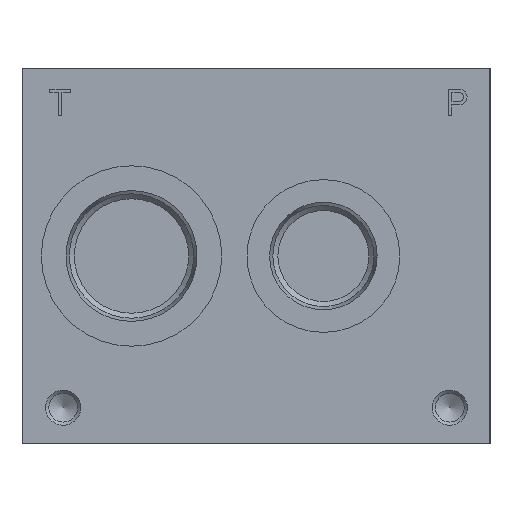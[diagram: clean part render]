
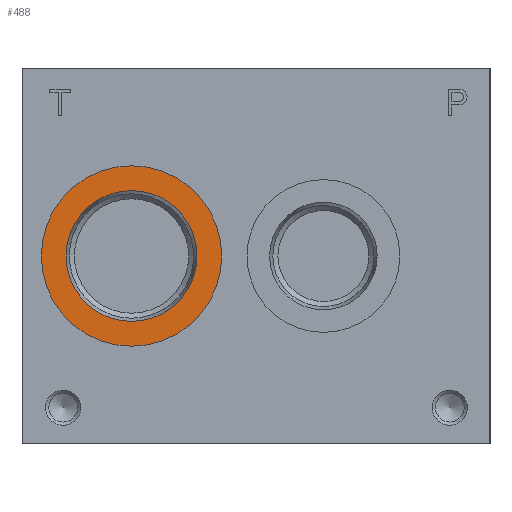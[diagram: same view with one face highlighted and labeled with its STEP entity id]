
A CAD part, left-side view. The second image highlights one B-rep face of the part: STEP entity #488.
In plain terms, the highlighted planar face has unit normal (-1, 0, 0).
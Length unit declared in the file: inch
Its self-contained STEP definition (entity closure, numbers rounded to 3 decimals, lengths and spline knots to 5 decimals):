
#488 = ADVANCED_FACE( '', ( #1296, #1297 ), #1298, .T. );
#1296 = FACE_BOUND( '', #2538, .T. );
#1297 = FACE_OUTER_BOUND( '', #2539, .T. );
#1298 = PLANE( '', #2540 );
#2538 = EDGE_LOOP( '', ( #4011 ) );
#2539 = EDGE_LOOP( '', ( #4012 ) );
#2540 = AXIS2_PLACEMENT_3D( '', #4013, #4014, #4015 );
#4011 = ORIENTED_EDGE( '', *, *, #6813, .T. );
#4012 = ORIENTED_EDGE( '', *, *, #6805, .F. );
#4013 = CARTESIAN_POINT( '', ( 0.031, 4.794, 2. ) );
#4014 = DIRECTION( '', ( -1., 0., 0. ) );
#4015 = DIRECTION( '', ( 0., 0., 1. ) );
#6805 = EDGE_CURVE( '', #8107, #8107, #8108, .T. );
#6813 = EDGE_CURVE( '', #8121, #8121, #8122, .T. );
#8107 = VERTEX_POINT( '', #9913 );
#8108 = CIRCLE( '', #9914, 0.964 );
#8121 = VERTEX_POINT( '', #9931 );
#8122 = CIRCLE( '', #9932, 0.699 );
#9913 = CARTESIAN_POINT( '', ( 0.031, 3.83, 1.036 ) );
#9914 = AXIS2_PLACEMENT_3D( '', #11846, #11847, #11848 );
#9931 = CARTESIAN_POINT( '', ( 0.031, 3.83, 1.301 ) );
#9932 = AXIS2_PLACEMENT_3D( '', #11856, #11857, #11858 );
#11846 = CARTESIAN_POINT( '', ( 0.031, 3.83, 2. ) );
#11847 = DIRECTION( '', ( 1., 0., 0. ) );
#11848 = DIRECTION( '', ( 0., 0., -1. ) );
#11856 = CARTESIAN_POINT( '', ( 0.031, 3.83, 2. ) );
#11857 = DIRECTION( '', ( 1., 0., 0. ) );
#11858 = DIRECTION( '', ( 0., 0., -1. ) );
